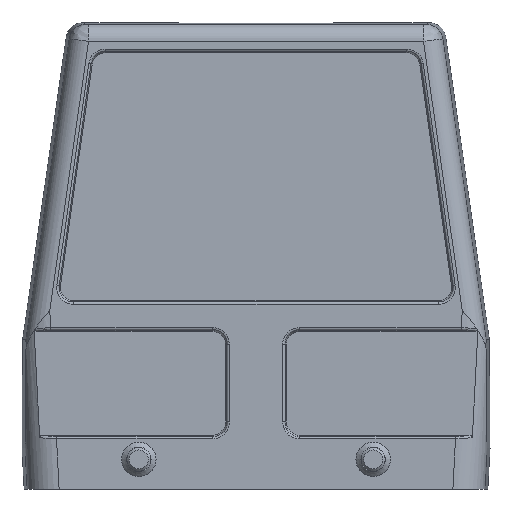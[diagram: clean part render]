
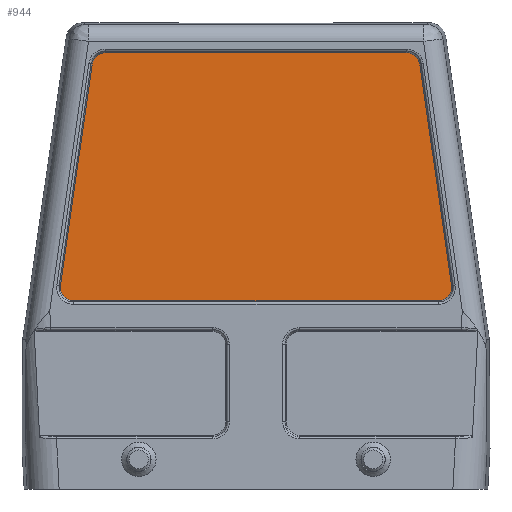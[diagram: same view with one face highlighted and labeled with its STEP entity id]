
A CAD part, front view. The second image highlights one B-rep face of the part: STEP entity #944.
In plain terms, the highlighted planar face has unit normal (0, -1, 0).
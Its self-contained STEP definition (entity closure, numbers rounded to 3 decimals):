
#944=ADVANCED_FACE('',(#1553),#1350,.F.);
#1350=PLANE('',#7960);
#1553=FACE_OUTER_BOUND('',#1980,.T.);
#1980=EDGE_LOOP('',(#3737,#3738,#3739,#3740,#3741,#3742,#3743,#3744));
#2556=ELLIPSE('',#7956,3.547,3.1);
#2557=ELLIPSE('',#7957,3.441,3.1);
#2558=ELLIPSE('',#7958,3.441,3.1);
#2559=ELLIPSE('',#7959,3.547,3.1);
#3737=ORIENTED_EDGE('',*,*,#6293,.T.);
#3738=ORIENTED_EDGE('',*,*,#6283,.F.);
#3739=ORIENTED_EDGE('',*,*,#6294,.T.);
#3740=ORIENTED_EDGE('',*,*,#6280,.F.);
#3741=ORIENTED_EDGE('',*,*,#6295,.T.);
#3742=ORIENTED_EDGE('',*,*,#6292,.F.);
#3743=ORIENTED_EDGE('',*,*,#6296,.T.);
#3744=ORIENTED_EDGE('',*,*,#6288,.T.);
#5420=VERTEX_POINT('',#13005);
#5423=VERTEX_POINT('',#13010);
#5426=VERTEX_POINT('',#13017);
#5427=VERTEX_POINT('',#13019);
#5428=VERTEX_POINT('',#13023);
#5431=VERTEX_POINT('',#13028);
#5432=VERTEX_POINT('',#13032);
#5435=VERTEX_POINT('',#13037);
#6280=EDGE_CURVE('',#5423,#5420,#7034,.T.);
#6283=EDGE_CURVE('',#5426,#5427,#7037,.T.);
#6288=EDGE_CURVE('',#5428,#5431,#7042,.T.);
#6292=EDGE_CURVE('',#5435,#5432,#7046,.T.);
#6293=EDGE_CURVE('',#5431,#5427,#2556,.T.);
#6294=EDGE_CURVE('',#5426,#5420,#2557,.T.);
#6295=EDGE_CURVE('',#5423,#5432,#2558,.T.);
#6296=EDGE_CURVE('',#5435,#5428,#2559,.T.);
#7034=LINE('',#13011,#7493);
#7037=LINE('',#13018,#7496);
#7042=LINE('',#13029,#7501);
#7046=LINE('',#13038,#7505);
#7493=VECTOR('',#9694,1.);
#7496=VECTOR('',#9699,1.);
#7501=VECTOR('',#9706,1.);
#7505=VECTOR('',#9712,1.);
#7956=AXIS2_PLACEMENT_3D('',#13040,#9715,#9716);
#7957=AXIS2_PLACEMENT_3D('',#13041,#9717,#9718);
#7958=AXIS2_PLACEMENT_3D('',#13042,#9719,#9720);
#7959=AXIS2_PLACEMENT_3D('',#13043,#9721,#9722);
#7960=AXIS2_PLACEMENT_3D('',#13044,#9723,#9724);
#9694=DIRECTION('',(1.,0.,0.));
#9699=DIRECTION('',(0.142,0.,-0.99));
#9706=DIRECTION('',(1.,0.,0.));
#9712=DIRECTION('',(0.142,0.,0.99));
#9715=DIRECTION('',(0.,-1.,0.));
#9716=DIRECTION('',(-0.756,0.,0.655));
#9717=DIRECTION('',(0.,-1.,0.));
#9718=DIRECTION('',(-0.655,0.,-0.756));
#9719=DIRECTION('',(0.,-1.,0.));
#9720=DIRECTION('',(0.655,0.,-0.756));
#9721=DIRECTION('',(0.,-1.,0.));
#9722=DIRECTION('',(0.756,0.,0.655));
#9723=DIRECTION('',(0.,1.,0.));
#9724=DIRECTION('',(0.,0.,-1.));
#13005=CARTESIAN_POINT('',(29.994,-40.199,177.605));
#13010=CARTESIAN_POINT('',(-29.994,-40.199,177.605));
#13011=CARTESIAN_POINT('',(-6.15,-40.199,177.605));
#13017=CARTESIAN_POINT('',(32.877,-40.199,175.106));
#13018=CARTESIAN_POINT('',(39.642,-40.199,128.088));
#13019=CARTESIAN_POINT('',(39.202,-40.199,131.146));
#13023=CARTESIAN_POINT('',(-36.318,-40.199,127.819));
#13028=CARTESIAN_POINT('',(36.318,-40.199,127.819));
#13029=CARTESIAN_POINT('',(-6.15,-40.199,127.819));
#13032=CARTESIAN_POINT('',(-32.877,-40.199,175.106));
#13037=CARTESIAN_POINT('',(-39.202,-40.199,131.146));
#13038=CARTESIAN_POINT('',(-39.891,-40.199,126.354));
#13040=CARTESIAN_POINT('',(35.873,-40.199,131.118));
#13041=CARTESIAN_POINT('',(29.66,-40.199,174.306));
#13042=CARTESIAN_POINT('',(-29.66,-40.199,174.306));
#13043=CARTESIAN_POINT('',(-35.873,-40.199,131.118));
#13044=CARTESIAN_POINT('',(37.138,-40.199,183.369));
